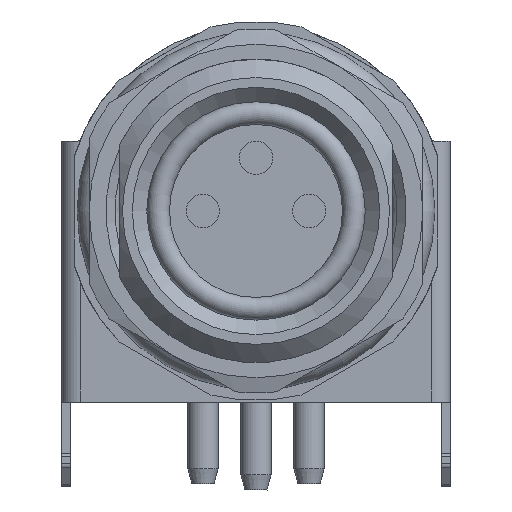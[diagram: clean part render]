
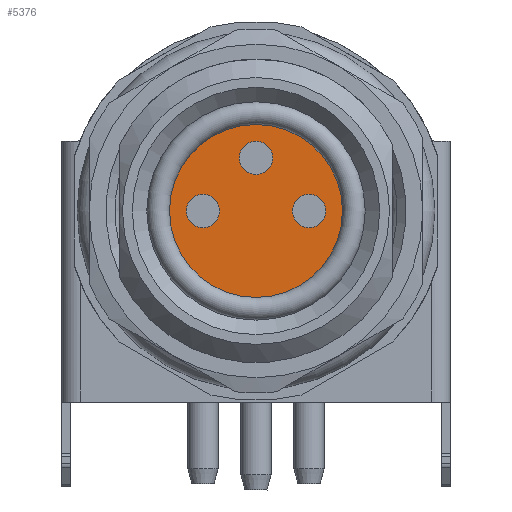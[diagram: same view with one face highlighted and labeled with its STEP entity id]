
A CAD part, left-side view. The second image highlights one B-rep face of the part: STEP entity #5376.
In plain terms, the highlighted planar face has unit normal (-1, 0, 0).
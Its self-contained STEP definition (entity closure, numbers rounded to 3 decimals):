
#82=PLANE('',#6499);
#747=EDGE_LOOP('',(#1747));
#748=EDGE_LOOP('',(#1748));
#749=EDGE_LOOP('',(#1749));
#750=EDGE_LOOP('',(#1750));
#1231=CIRCLE('',#6484,2.85);
#1237=CIRCLE('',#6495,0.55);
#1238=CIRCLE('',#6497,0.55);
#1239=CIRCLE('',#6498,0.55);
#1747=ORIENTED_EDGE('',*,*,#3438,.F.);
#1748=ORIENTED_EDGE('',*,*,#3437,.F.);
#1749=ORIENTED_EDGE('',*,*,#3439,.F.);
#1750=ORIENTED_EDGE('',*,*,#3431,.F.);
#3431=EDGE_CURVE('',#5847,#5847,#1231,.T.);
#3437=EDGE_CURVE('',#5853,#5853,#1237,.T.);
#3438=EDGE_CURVE('',#5854,#5854,#1238,.T.);
#3439=EDGE_CURVE('',#5855,#5855,#1239,.T.);
#5376=ADVANCED_FACE('',(#5678,#5679,#5680,#5681),#82,.F.);
#5678=FACE_BOUND('',#747,.T.);
#5679=FACE_BOUND('',#748,.T.);
#5680=FACE_BOUND('',#749,.T.);
#5681=FACE_BOUND('',#750,.T.);
#5847=VERTEX_POINT('',#9152);
#5853=VERTEX_POINT('',#9169);
#5854=VERTEX_POINT('',#9172);
#5855=VERTEX_POINT('',#9174);
#6484=AXIS2_PLACEMENT_3D('',#9151,#7272,#7273);
#6495=AXIS2_PLACEMENT_3D('',#9168,#7294,#7295);
#6497=AXIS2_PLACEMENT_3D('',#9171,#7298,#7299);
#6498=AXIS2_PLACEMENT_3D('',#9173,#7300,#7301);
#6499=AXIS2_PLACEMENT_3D('',#9175,#7302,#7303);
#7272=DIRECTION('',(1.,0.,0.));
#7273=DIRECTION('',(0.,0.,1.));
#7294=DIRECTION('',(-1.,0.,0.));
#7295=DIRECTION('',(0.,-1.,0.));
#7298=DIRECTION('',(-1.,0.,0.));
#7299=DIRECTION('',(0.,-1.,0.));
#7300=DIRECTION('',(-1.,0.,0.));
#7301=DIRECTION('',(0.,-1.,0.));
#7302=DIRECTION('',(1.,0.,0.));
#7303=DIRECTION('',(0.,0.,1.));
#9151=CARTESIAN_POINT('',(0.6,0.,0.));
#9152=CARTESIAN_POINT('',(0.6,0.,2.85));
#9168=CARTESIAN_POINT('',(0.6,0.,1.75));
#9169=CARTESIAN_POINT('',(0.6,-0.55,1.75));
#9171=CARTESIAN_POINT('',(0.6,-1.75,0.));
#9172=CARTESIAN_POINT('',(0.6,-2.3,0.));
#9173=CARTESIAN_POINT('',(0.6,1.75,0.));
#9174=CARTESIAN_POINT('',(0.6,1.2,0.));
#9175=CARTESIAN_POINT('',(0.6,0.,0.));
